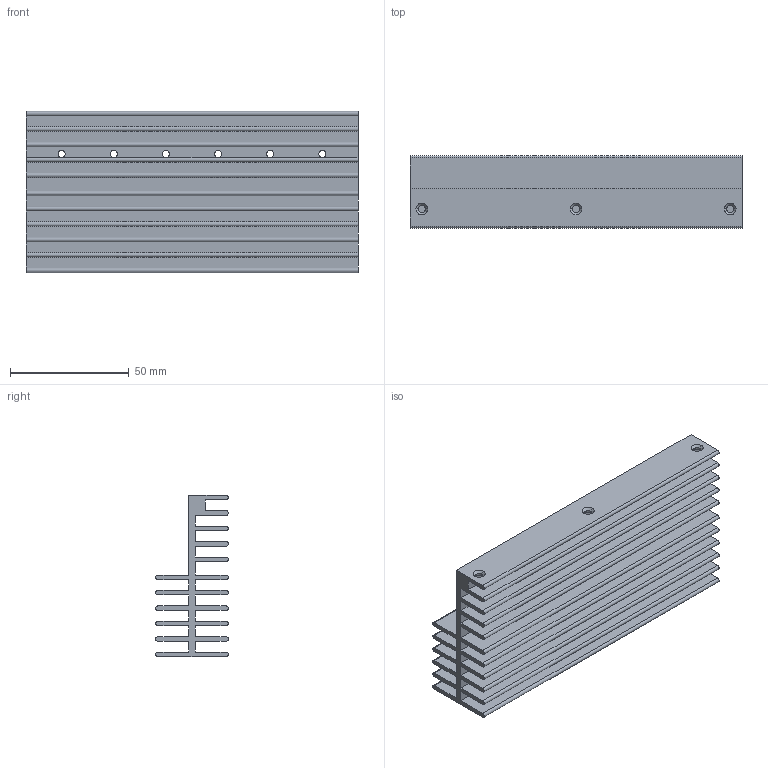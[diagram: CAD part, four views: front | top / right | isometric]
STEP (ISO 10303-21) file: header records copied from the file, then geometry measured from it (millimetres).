
FILE_DESCRIPTION (( 'STEP AP214' ), '1' );
FILE_NAME ('TO-247 x6 heat sink.STEP', '2024-06-27T13:37:35', ( '' ), ( '' ), 'SwSTEP 2.0', 'SolidWorks 2021', '' );
FILE_SCHEMA (( 'AUTOMOTIVE_DESIGN' ));
Length unit declared in the file: millimetre
Products named in the file (1): TO-247 x6 heat sink
Bounding box: 140 x 30.7 x 68 mm (x, y, z)
Volume: 91313.3 mm3; surface area: 84467.2 mm2
Topology: 1 solids, 1 shells, 104 faces, 294 edges, 186 vertices
Faces by surface type: plane 51, cylinder 35, cone 18
Entity records: 3416 total; most frequent: DIRECTION 592, ORIENTED_EDGE 588, CARTESIAN_POINT 585, EDGE_CURVE 294, LINE 206, VECTOR 206, AXIS2_PLACEMENT_3D 193, VERTEX_POINT 186
